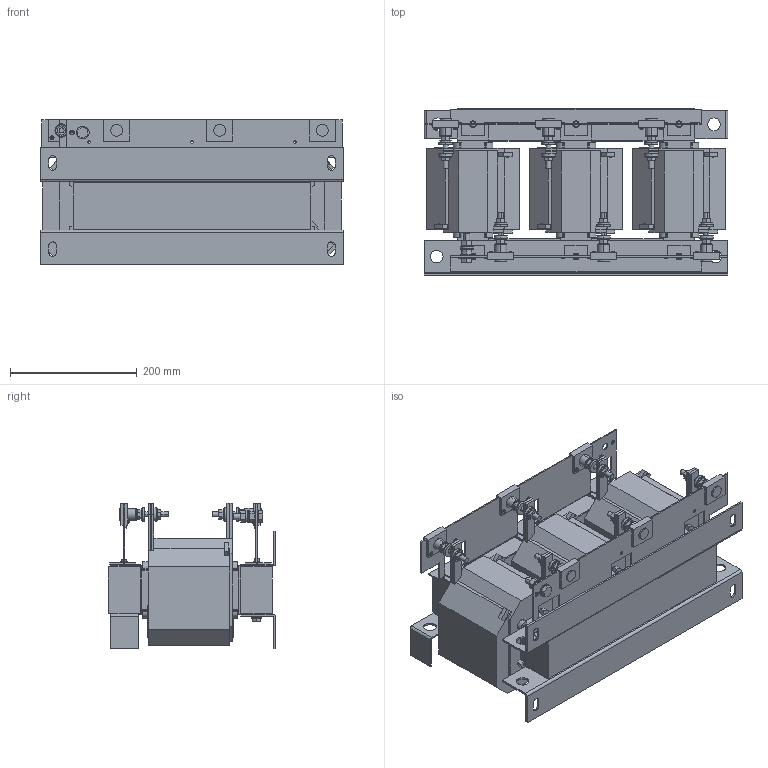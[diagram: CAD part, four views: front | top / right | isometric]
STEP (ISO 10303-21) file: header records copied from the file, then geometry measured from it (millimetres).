
FILE_DESCRIPTION (( 'STEP AP214' ), '1' );
FILE_NAME ('998119.STEP', '2025-02-13T14:08:18', ( '' ), ( '' ), 'SwSTEP 2.0', 'SolidWorks 2022', '' );
FILE_SCHEMA (( 'AUTOMOTIVE_DESIGN' ));
Length unit declared in the file: millimetre
Products named in the file (1): 998119
Bounding box: 480 x 264.06 x 230.4 mm (x, y, z)
Volume: 12656878.2 mm3; surface area: 968192.6 mm2
Topology: 1 solids, 7 shells, 1393 faces, 3551 edges, 2286 vertices
Faces by surface type: plane 1013, cylinder 328, cone 38, torus 14
Entity records: 42031 total; most frequent: CARTESIAN_POINT 7595, ORIENTED_EDGE 7102, DIRECTION 7051, EDGE_CURVE 3551, LINE 2727, VECTOR 2727, VERTEX_POINT 2286, AXIS2_PLACEMENT_3D 2162
